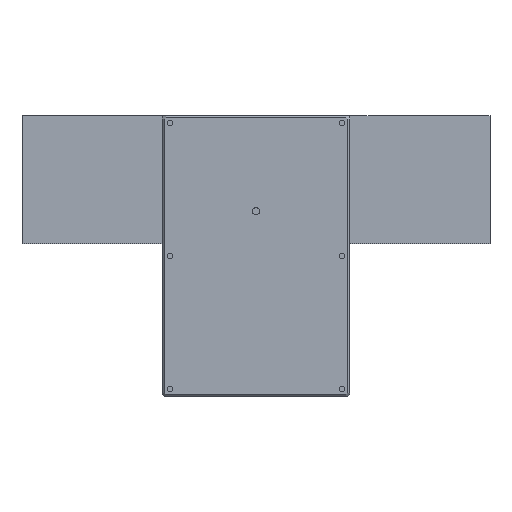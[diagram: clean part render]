
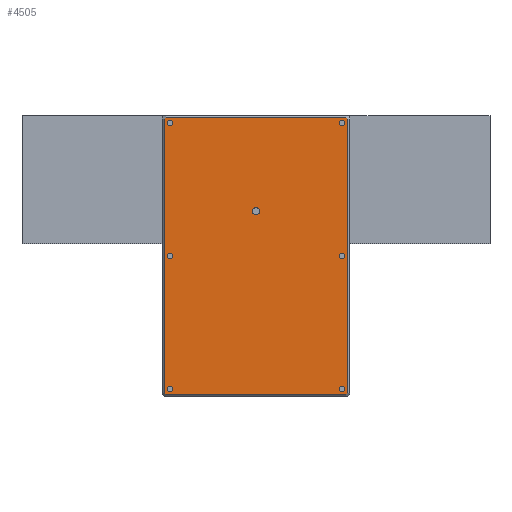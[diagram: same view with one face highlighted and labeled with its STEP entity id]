
A CAD part, front view. The second image highlights one B-rep face of the part: STEP entity #4505.
In plain terms, the highlighted planar face has unit normal (0, -1, 0).
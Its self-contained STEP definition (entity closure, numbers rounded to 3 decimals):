
#145=CIRCLE('',#4842,1.9);
#146=CIRCLE('',#4843,1.475);
#147=CIRCLE('',#4844,1.475);
#148=CIRCLE('',#4845,1.475);
#149=CIRCLE('',#4846,1.475);
#150=CIRCLE('',#4847,1.475);
#151=CIRCLE('',#4848,1.475);
#235=FACE_BOUND('',#755,.T.);
#236=FACE_BOUND('',#756,.T.);
#237=FACE_BOUND('',#757,.T.);
#238=FACE_BOUND('',#758,.T.);
#239=FACE_BOUND('',#759,.T.);
#240=FACE_BOUND('',#760,.T.);
#241=FACE_BOUND('',#761,.T.);
#456=FACE_OUTER_BOUND('',#754,.T.);
#754=EDGE_LOOP('',(#3850,#3851,#3852,#3853,#3854,#3855,#3856,#3857));
#755=EDGE_LOOP('',(#3858));
#756=EDGE_LOOP('',(#3859));
#757=EDGE_LOOP('',(#3860));
#758=EDGE_LOOP('',(#3861));
#759=EDGE_LOOP('',(#3862));
#760=EDGE_LOOP('',(#3863));
#761=EDGE_LOOP('',(#3864));
#1224=LINE('',#7122,#1734);
#1233=LINE('',#7141,#1743);
#1238=LINE('',#7150,#1748);
#1244=LINE('',#7163,#1754);
#1253=LINE('',#7182,#1763);
#1258=LINE('',#7191,#1768);
#1260=LINE('',#7194,#1770);
#1262=LINE('',#7197,#1772);
#1734=VECTOR('',#5835,10.);
#1743=VECTOR('',#5848,10.);
#1748=VECTOR('',#5857,10.);
#1754=VECTOR('',#5865,10.);
#1763=VECTOR('',#5878,10.);
#1768=VECTOR('',#5887,10.);
#1770=VECTOR('',#5891,10.);
#1772=VECTOR('',#5895,10.);
#2153=VERTEX_POINT('',#7119);
#2154=VERTEX_POINT('',#7121);
#2161=VERTEX_POINT('',#7138);
#2162=VERTEX_POINT('',#7140);
#2169=VERTEX_POINT('',#7160);
#2170=VERTEX_POINT('',#7162);
#2177=VERTEX_POINT('',#7179);
#2178=VERTEX_POINT('',#7181);
#2181=VERTEX_POINT('',#7204);
#2182=VERTEX_POINT('',#7206);
#2183=VERTEX_POINT('',#7208);
#2184=VERTEX_POINT('',#7210);
#2185=VERTEX_POINT('',#7212);
#2186=VERTEX_POINT('',#7214);
#2187=VERTEX_POINT('',#7216);
#2713=EDGE_CURVE('',#2153,#2154,#1224,.T.);
#2722=EDGE_CURVE('',#2161,#2162,#1233,.T.);
#2727=EDGE_CURVE('',#2154,#2161,#1238,.T.);
#2733=EDGE_CURVE('',#2169,#2170,#1244,.T.);
#2742=EDGE_CURVE('',#2177,#2178,#1253,.T.);
#2747=EDGE_CURVE('',#2162,#2177,#1258,.T.);
#2749=EDGE_CURVE('',#2178,#2169,#1260,.T.);
#2751=EDGE_CURVE('',#2170,#2153,#1262,.T.);
#2755=EDGE_CURVE('',#2181,#2181,#145,.T.);
#2756=EDGE_CURVE('',#2182,#2182,#146,.T.);
#2757=EDGE_CURVE('',#2183,#2183,#147,.T.);
#2758=EDGE_CURVE('',#2184,#2184,#148,.T.);
#2759=EDGE_CURVE('',#2185,#2185,#149,.T.);
#2760=EDGE_CURVE('',#2186,#2186,#150,.T.);
#2761=EDGE_CURVE('',#2187,#2187,#151,.T.);
#3850=ORIENTED_EDGE('',*,*,#2742,.F.);
#3851=ORIENTED_EDGE('',*,*,#2747,.F.);
#3852=ORIENTED_EDGE('',*,*,#2722,.F.);
#3853=ORIENTED_EDGE('',*,*,#2727,.F.);
#3854=ORIENTED_EDGE('',*,*,#2713,.F.);
#3855=ORIENTED_EDGE('',*,*,#2751,.F.);
#3856=ORIENTED_EDGE('',*,*,#2733,.F.);
#3857=ORIENTED_EDGE('',*,*,#2749,.F.);
#3858=ORIENTED_EDGE('',*,*,#2755,.T.);
#3859=ORIENTED_EDGE('',*,*,#2756,.T.);
#3860=ORIENTED_EDGE('',*,*,#2757,.T.);
#3861=ORIENTED_EDGE('',*,*,#2758,.T.);
#3862=ORIENTED_EDGE('',*,*,#2759,.T.);
#3863=ORIENTED_EDGE('',*,*,#2760,.T.);
#3864=ORIENTED_EDGE('',*,*,#2761,.T.);
#4275=PLANE('',#4841);
#4505=ADVANCED_FACE('',(#456,#235,#236,#237,#238,#239,#240,#241),#4275,
 .T.);
#4841=AXIS2_PLACEMENT_3D('',#7203,#5903,#5904);
#4842=AXIS2_PLACEMENT_3D('',#7205,#5905,#5906);
#4843=AXIS2_PLACEMENT_3D('',#7207,#5907,#5908);
#4844=AXIS2_PLACEMENT_3D('',#7209,#5909,#5910);
#4845=AXIS2_PLACEMENT_3D('',#7211,#5911,#5912);
#4846=AXIS2_PLACEMENT_3D('',#7213,#5913,#5914);
#4847=AXIS2_PLACEMENT_3D('',#7215,#5915,#5916);
#4848=AXIS2_PLACEMENT_3D('',#7217,#5917,#5918);
#5835=DIRECTION('',(-0.707,0.,-0.707));
#5848=DIRECTION('',(-0.707,0.,0.707));
#5857=DIRECTION('',(-1.,0.,0.));
#5865=DIRECTION('',(0.707,0.,-0.707));
#5878=DIRECTION('',(0.707,0.,0.707));
#5887=DIRECTION('',(0.,0.,1.));
#5891=DIRECTION('',(1.,0.,0.));
#5895=DIRECTION('',(0.,0.,-1.));
#5903=DIRECTION('center_axis',(0.,-1.,0.));
#5904=DIRECTION('ref_axis',(0.,0.,-1.));
#5905=DIRECTION('center_axis',(0.,1.,0.));
#5906=DIRECTION('ref_axis',(1.,0.,0.));
#5907=DIRECTION('center_axis',(0.,1.,0.));
#5908=DIRECTION('ref_axis',(1.,0.,0.));
#5909=DIRECTION('center_axis',(0.,1.,0.));
#5910=DIRECTION('ref_axis',(1.,0.,0.));
#5911=DIRECTION('center_axis',(0.,1.,0.));
#5912=DIRECTION('ref_axis',(1.,0.,0.));
#5913=DIRECTION('center_axis',(0.,1.,0.));
#5914=DIRECTION('ref_axis',(1.,0.,0.));
#5915=DIRECTION('center_axis',(0.,1.,0.));
#5916=DIRECTION('ref_axis',(1.,0.,0.));
#5917=DIRECTION('center_axis',(0.,1.,0.));
#5918=DIRECTION('ref_axis',(1.,0.,0.));
#7119=CARTESIAN_POINT('',(49.,-260.,-79.5));
#7121=CARTESIAN_POINT('',(48.,-260.,-80.5));
#7122=CARTESIAN_POINT('',(54.5,-260.,-74.));
#7138=CARTESIAN_POINT('',(-48.,-260.,-80.5));
#7140=CARTESIAN_POINT('',(-49.,-260.,-79.5));
#7141=CARTESIAN_POINT('',(-55.,-260.,-73.5));
#7150=CARTESIAN_POINT('',(-25.,-260.,-80.5));
#7160=CARTESIAN_POINT('',(48.,-260.,67.5));
#7162=CARTESIAN_POINT('',(49.,-260.,66.5));
#7163=CARTESIAN_POINT('',(55.,-260.,60.5));
#7179=CARTESIAN_POINT('',(-49.,-260.,66.5));
#7181=CARTESIAN_POINT('',(-48.,-260.,67.5));
#7182=CARTESIAN_POINT('',(-54.5,-260.,61.));
#7191=CARTESIAN_POINT('',(-49.,-260.,31.));
#7194=CARTESIAN_POINT('',(25.,-260.,67.5));
#7197=CARTESIAN_POINT('',(49.,-260.,-44.));
#7203=CARTESIAN_POINT('Origin',(0.,-260.,-6.5));
#7204=CARTESIAN_POINT('',(-1.9,-260.,17.4));
#7205=CARTESIAN_POINT('Origin',(0.,-260.,17.4));
#7206=CARTESIAN_POINT('',(-47.475,-260.,-77.5));
#7207=CARTESIAN_POINT('Origin',(-46.,-260.,-77.5));
#7208=CARTESIAN_POINT('',(44.525,-260.,64.5));
#7209=CARTESIAN_POINT('Origin',(46.,-260.,64.5));
#7210=CARTESIAN_POINT('',(-47.475,-260.,-6.5));
#7211=CARTESIAN_POINT('Origin',(-46.,-260.,-6.5));
#7212=CARTESIAN_POINT('',(44.525,-260.,-77.5));
#7213=CARTESIAN_POINT('Origin',(46.,-260.,-77.5));
#7214=CARTESIAN_POINT('',(-47.475,-260.,64.5));
#7215=CARTESIAN_POINT('Origin',(-46.,-260.,64.5));
#7216=CARTESIAN_POINT('',(44.525,-260.,-6.5));
#7217=CARTESIAN_POINT('Origin',(46.,-260.,-6.5));
